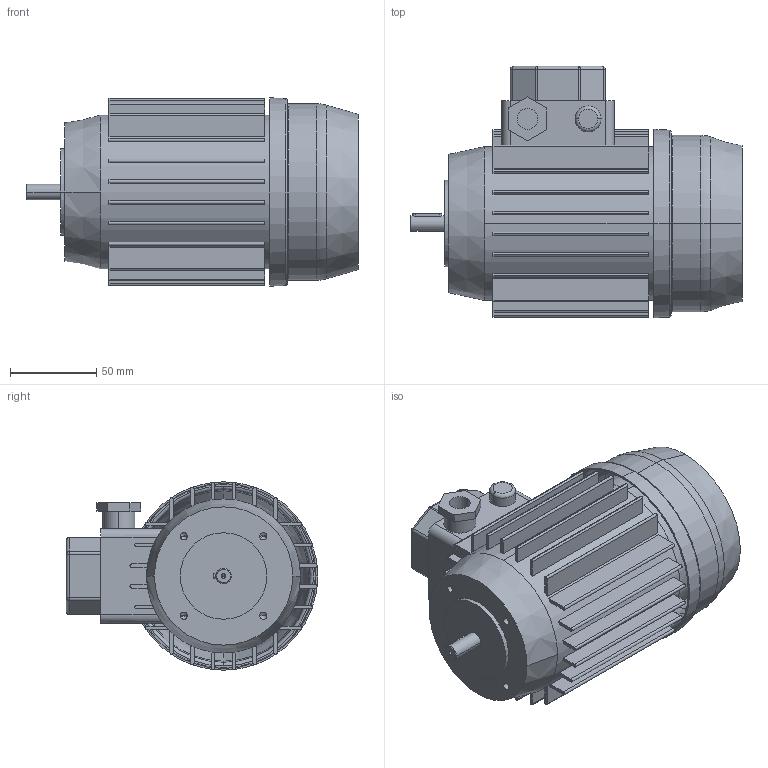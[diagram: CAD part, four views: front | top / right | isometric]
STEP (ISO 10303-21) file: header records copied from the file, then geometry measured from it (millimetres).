
FILE_DESCRIPTION (( 'STEP AP214' ), '1' );
FILE_NAME ('Motor 56 con brida B-14.STEP', '2009-04-28T16:33:50', ( 'Enginy' ), ( 'Usuario' ), 'SwSTEP 2.0', 'SolidWorks 2009', '' );
FILE_SCHEMA (( 'AUTOMOTIVE_DESIGN' ));
Length unit declared in the file: millimetre
Products named in the file (4): Cuerpo 56 (para brida B-5 , B-14); Tapa 56 (para bridas B-5 y B-14); Brida B-14 para motor 56; Motor 56 con brida B-14
Assembly tree (3 placements, depth 2):
  Motor 56 con brida B-14
    Tapa 56 (para bridas B-5 y B-14)
    Brida B-14 para motor 56
    Cuerpo 56 (para brida B-5 , B-14)
Bounding box: 192 x 145.5 x 109 mm (x, y, z)
Volume: 1124597 mm3; surface area: 162385.9 mm2
Topology: 3 solids, 3 shells, 433 faces, 1139 edges, 729 vertices
Faces by surface type: plane 301, cylinder 84, cone 26, torus 14, sphere 8
Entity records: 13614 total; most frequent: CARTESIAN_POINT 2401, DIRECTION 2259, ORIENTED_EDGE 2242, EDGE_CURVE 1121, LINE 845, VECTOR 845, VERTEX_POINT 729, AXIS2_PLACEMENT_3D 707
